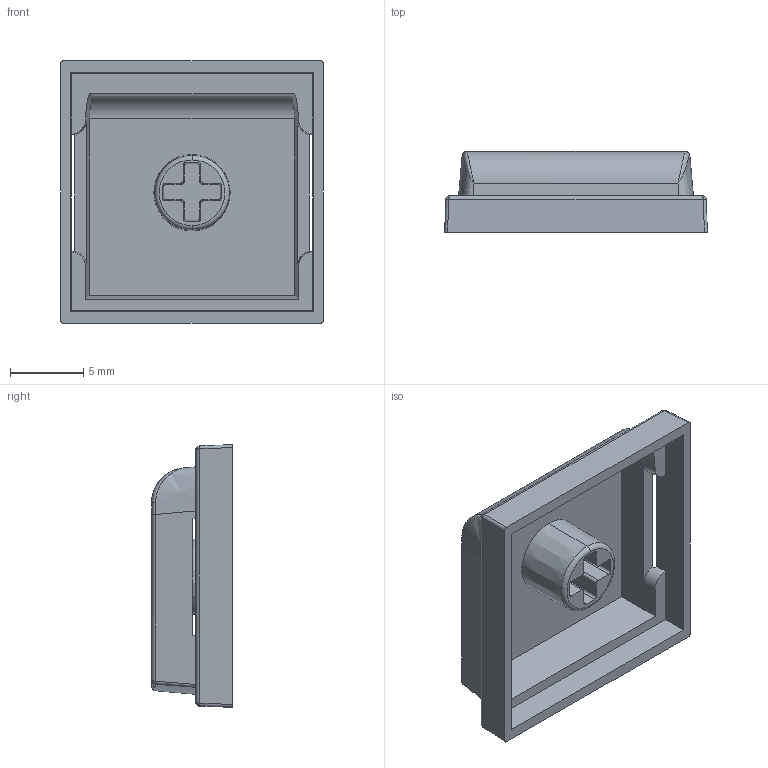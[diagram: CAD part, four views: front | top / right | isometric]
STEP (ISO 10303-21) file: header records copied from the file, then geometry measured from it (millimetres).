
FILE_DESCRIPTION (( 'STEP AP214' ), '1' );
FILE_NAME ('Key Cap-CHERRY-MX.STEP', '2018-11-05T09:38:03', ( '' ), ( '' ), 'SwSTEP 2.0', 'SolidWorks 2018', '' );
FILE_SCHEMA (( 'AUTOMOTIVE_DESIGN' ));
Length unit declared in the file: millimetre
Products named in the file (1): Key Cap-CHERRY-MX
Bounding box: 17.9 x 5.5 x 17.9 mm (x, y, z)
Volume: 482.3 mm3; surface area: 1310.1 mm2
Topology: 1 solids, 1 shells, 93 faces, 254 edges, 155 vertices
Faces by surface type: plane 41, cylinder 26, bspline 18, torus 4, cone 4
Entity records: 3408 total; most frequent: CARTESIAN_POINT 1354, ORIENTED_EDGE 492, DIRECTION 327, EDGE_CURVE 246, VERTEX_POINT 155, LINE 129, VECTOR 129, AXIS2_PLACEMENT_3D 99
